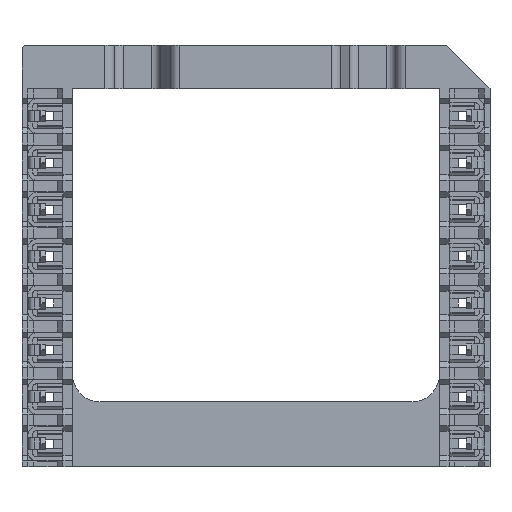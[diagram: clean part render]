
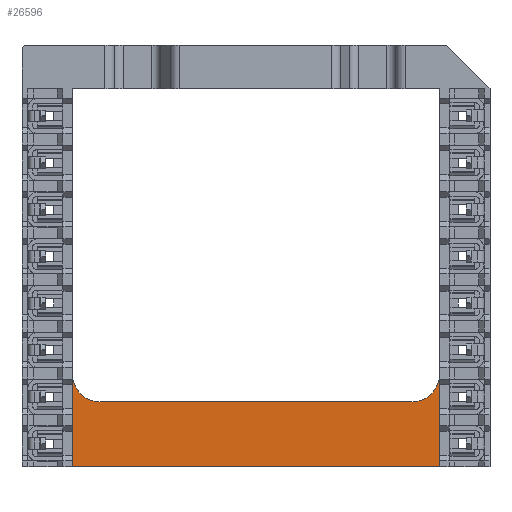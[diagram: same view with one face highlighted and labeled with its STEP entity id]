
A CAD part, front view. The second image highlights one B-rep face of the part: STEP entity #26596.
In plain terms, the highlighted planar face has unit normal (0, -1, 0).
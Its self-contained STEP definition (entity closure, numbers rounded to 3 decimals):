
#146=CIRCLE('',#27573,1.5);
#147=CIRCLE('',#27574,1.5);
#3076=FACE_OUTER_BOUND('',#4562,.T.);
#4562=EDGE_LOOP('',(#22951,#22952,#22953,#22954,#22955,#22956));
#7217=LINE('',#47711,#10017);
#7218=LINE('',#47715,#10018);
#7219=LINE('',#47717,#10019);
#7220=LINE('',#47719,#10020);
#10017=VECTOR('',#31875,10.);
#10018=VECTOR('',#31878,10.);
#10019=VECTOR('',#31879,10.);
#10020=VECTOR('',#31880,10.);
#12573=VERTEX_POINT('',#47709);
#12574=VERTEX_POINT('',#47710);
#12575=VERTEX_POINT('',#47712);
#12576=VERTEX_POINT('',#47714);
#12577=VERTEX_POINT('',#47716);
#12578=VERTEX_POINT('',#47718);
#16268=EDGE_CURVE('',#12573,#12574,#7217,.T.);
#16269=EDGE_CURVE('',#12575,#12573,#146,.T.);
#16270=EDGE_CURVE('',#12576,#12575,#7218,.T.);
#16271=EDGE_CURVE('',#12577,#12576,#7219,.T.);
#16272=EDGE_CURVE('',#12578,#12577,#7220,.T.);
#16273=EDGE_CURVE('',#12574,#12578,#147,.T.);
#22951=ORIENTED_EDGE('',*,*,#16268,.F.);
#22952=ORIENTED_EDGE('',*,*,#16269,.F.);
#22953=ORIENTED_EDGE('',*,*,#16270,.F.);
#22954=ORIENTED_EDGE('',*,*,#16271,.F.);
#22955=ORIENTED_EDGE('',*,*,#16272,.F.);
#22956=ORIENTED_EDGE('',*,*,#16273,.F.);
#25229=PLANE('',#27572);
#26596=ADVANCED_FACE('',(#3076),#25229,.F.);
#27572=AXIS2_PLACEMENT_3D('',#47708,#31873,#31874);
#27573=AXIS2_PLACEMENT_3D('',#47713,#31876,#31877);
#27574=AXIS2_PLACEMENT_3D('',#47720,#31881,#31882);
#31873=DIRECTION('center_axis',(0.,1.,0.));
#31874=DIRECTION('ref_axis',(1.,0.,0.));
#31875=DIRECTION('',(1.,0.,0.));
#31876=DIRECTION('center_axis',(0.,-1.,0.));
#31877=DIRECTION('ref_axis',(0.,0.,-1.));
#31878=DIRECTION('',(0.,0.,1.));
#31879=DIRECTION('',(-1.,0.,0.));
#31880=DIRECTION('',(0.,0.,-1.));
#31881=DIRECTION('center_axis',(0.,-1.,0.));
#31882=DIRECTION('ref_axis',(1.,0.,0.));
#47708=CARTESIAN_POINT('Origin',(12.7,2.5,-20.368));
#47709=CARTESIAN_POINT('',(4.24,2.5,-19.356));
#47710=CARTESIAN_POINT('',(21.16,2.5,-19.356));
#47711=CARTESIAN_POINT('',(8.47,2.5,-19.356));
#47712=CARTESIAN_POINT('',(2.74,2.5,-17.856));
#47713=CARTESIAN_POINT('Origin',(4.24,2.5,-17.856));
#47714=CARTESIAN_POINT('',(2.74,2.5,-22.88));
#47715=CARTESIAN_POINT('',(2.74,2.5,-17.856));
#47716=CARTESIAN_POINT('',(22.66,2.5,-22.88));
#47717=CARTESIAN_POINT('',(7.72,2.5,-22.88));
#47718=CARTESIAN_POINT('',(22.66,2.5,-17.856));
#47719=CARTESIAN_POINT('',(22.66,2.5,-17.856));
#47720=CARTESIAN_POINT('Origin',(21.16,2.5,-17.856));
